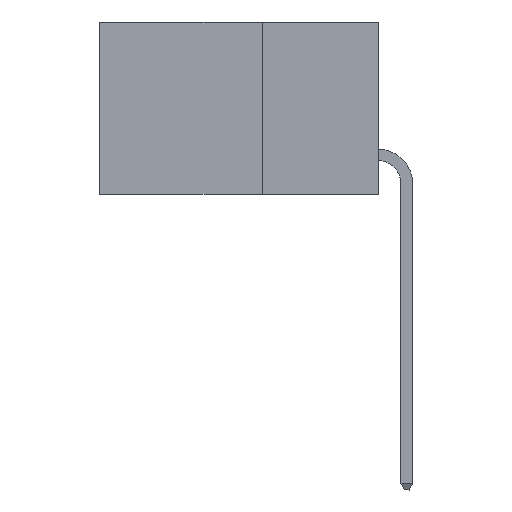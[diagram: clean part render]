
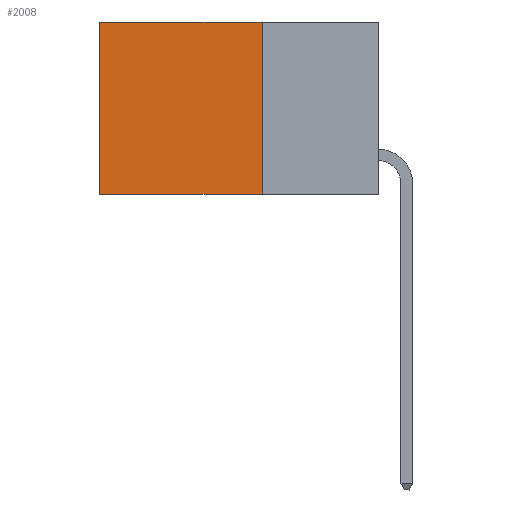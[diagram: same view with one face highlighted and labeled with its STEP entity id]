
A CAD part, left-side view. The second image highlights one B-rep face of the part: STEP entity #2008.
In plain terms, the highlighted planar face has unit normal (-1, 0, 0).
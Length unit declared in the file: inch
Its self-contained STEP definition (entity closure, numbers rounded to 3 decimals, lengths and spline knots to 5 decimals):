
#1450 = CARTESIAN_POINT ( 'NONE',  ( 0.298, 0.25, 0. ) ) ;
#1577 = CARTESIAN_POINT ( 'NONE',  ( 0.298, 0.25, 0. ) ) ;
#1672 = VERTEX_POINT ( 'NONE', #3710 ) ;
#1778 = CARTESIAN_POINT ( 'NONE',  ( 0.298, 0.6, 0. ) ) ;
#2008 = ADVANCED_FACE ( 'NONE', ( #15611 ), #14588, .F. ) ;
#2583 = DIRECTION ( 'NONE',  ( 1., 0., 0. ) ) ;
#3710 = CARTESIAN_POINT ( 'NONE',  ( 0.298, 0.6, -0.37 ) ) ;
#3732 = CARTESIAN_POINT ( 'NONE',  ( 0.298, 0.25, -0.37 ) ) ;
#4230 = EDGE_CURVE ( 'NONE', #27046, #28266, #19727, .T. ) ;
#5757 = DIRECTION ( 'NONE',  ( 0., 0., -1. ) ) ;
#6696 = LINE ( 'NONE', #17020, #23863 ) ;
#7815 = VECTOR ( 'NONE', #20310, 39.37008 ) ;
#8547 = ORIENTED_EDGE ( 'NONE', *, *, #4230, .T. ) ;
#10359 = DIRECTION ( 'NONE',  ( 0., 1., 0. ) ) ;
#11911 = EDGE_CURVE ( 'NONE', #28266, #1672, #21916, .T. ) ;
#12157 = EDGE_LOOP ( 'NONE', ( #13702, #21462, #22899, #8547 ) ) ;
#12411 = DIRECTION ( 'NONE',  ( 0., 0., -1. ) ) ;
#13702 = ORIENTED_EDGE ( 'NONE', *, *, #11911, .T. ) ;
#14588 = PLANE ( 'NONE',  #26775 ) ;
#14592 = CARTESIAN_POINT ( 'NONE',  ( 0.298, 0.25, 0. ) ) ;
#15611 = FACE_OUTER_BOUND ( 'NONE', #12157, .T. ) ;
#16629 = VERTEX_POINT ( 'NONE', #3732 ) ;
#17020 = CARTESIAN_POINT ( 'NONE',  ( 0.298, 0.25, -0.37 ) ) ;
#17047 = VECTOR ( 'NONE', #26067, 39.37008 ) ;
#19727 = LINE ( 'NONE', #24262, #7815 ) ;
#20310 = DIRECTION ( 'NONE',  ( 0., 1., 0. ) ) ;
#21168 = EDGE_CURVE ( 'NONE', #16629, #1672, #6696, .T. ) ;
#21220 = VECTOR ( 'NONE', #12411, 39.37008 ) ;
#21462 = ORIENTED_EDGE ( 'NONE', *, *, #21168, .F. ) ;
#21916 = LINE ( 'NONE', #25802, #21220 ) ;
#22899 = ORIENTED_EDGE ( 'NONE', *, *, #25702, .F. ) ;
#23718 = LINE ( 'NONE', #1450, #17047 ) ;
#23863 = VECTOR ( 'NONE', #10359, 39.37008 ) ;
#24262 = CARTESIAN_POINT ( 'NONE',  ( 0.298, 0.25, 0. ) ) ;
#25702 = EDGE_CURVE ( 'NONE', #27046, #16629, #23718, .T. ) ;
#25802 = CARTESIAN_POINT ( 'NONE',  ( 0.298, 0.6, 0. ) ) ;
#26067 = DIRECTION ( 'NONE',  ( 0., 0., -1. ) ) ;
#26775 = AXIS2_PLACEMENT_3D ( 'NONE', #14592, #2583, #5757 ) ;
#27046 = VERTEX_POINT ( 'NONE', #1577 ) ;
#28266 = VERTEX_POINT ( 'NONE', #1778 ) ;
